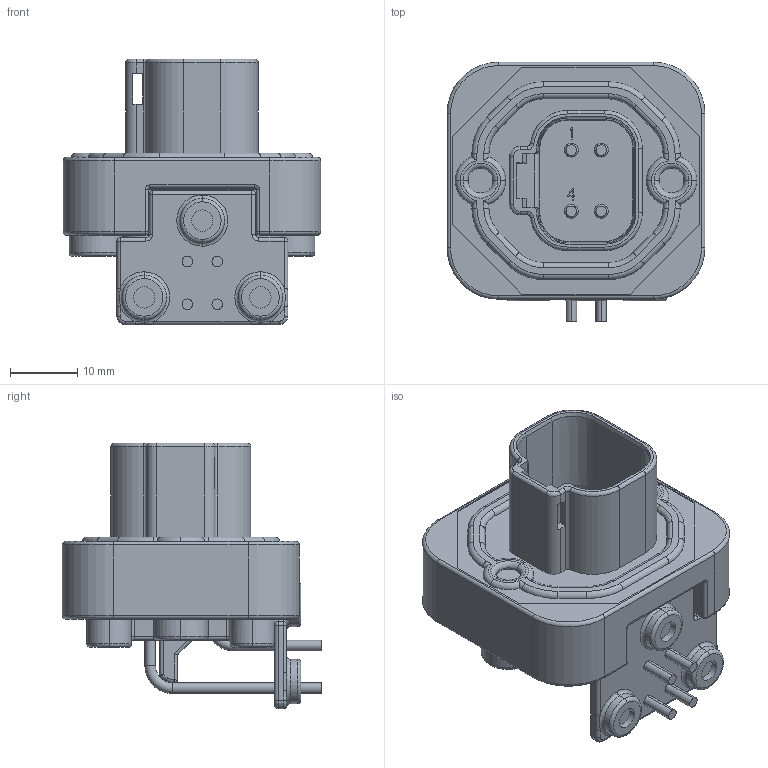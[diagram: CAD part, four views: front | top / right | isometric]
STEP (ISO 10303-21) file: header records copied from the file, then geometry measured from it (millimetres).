
FILE_DESCRIPTION(('STEP AP242'),'1');
FILE_NAME('dt13-4p.stp','2021-03-10T23:59:25',('TraceParts'),('TraceParts S.A.'),'Spatial InterOp 3D',' ',' ');
FILE_SCHEMA(('AP242_MANAGED_MODEL_BASED_3D_ENGINEERING_MIM_LF {1 0 10303 442 1 1 4}'));
Length unit declared in the file: millimetre
Products named in the file (1): dt13-4p
Bounding box: 38.35 x 38.58 x 39.5 mm (x, y, z)
Volume: 17778.6 mm3; surface area: 8770.1 mm2
Topology: 1 solids, 1 shells, 501 faces, 1254 edges, 778 vertices
Faces by surface type: cylinder 197, plane 144, torus 112, bspline 20, cone 16, sphere 12
Entity records: 17650 total; most frequent: CARTESIAN_POINT 5380, DIRECTION 2750, ORIENTED_EDGE 2508, EDGE_CURVE 1254, AXIS2_PLACEMENT_3D 1105, VERTEX_POINT 778, CIRCLE 623, EDGE_LOOP 540
